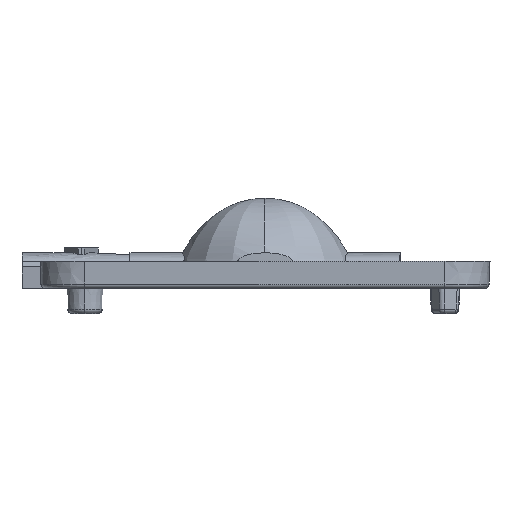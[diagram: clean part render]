
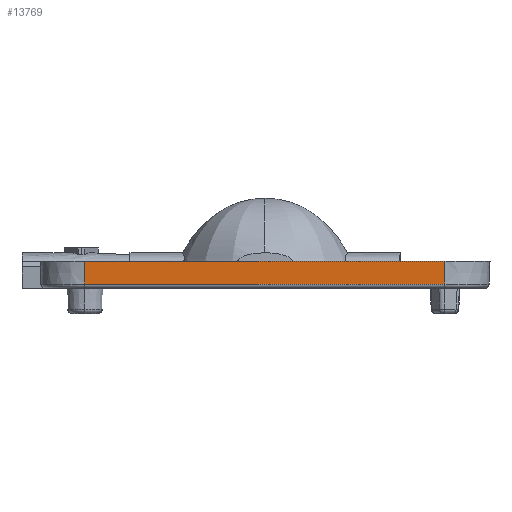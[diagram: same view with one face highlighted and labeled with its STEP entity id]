
A CAD part, left-side view. The second image highlights one B-rep face of the part: STEP entity #13769.
In plain terms, the highlighted planar face has unit normal (-0.999, 0, -0.035).
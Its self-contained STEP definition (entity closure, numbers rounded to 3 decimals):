
#362 = FACE_OUTER_BOUND ( 'NONE', #16098, .T. ) ;
#630 = VERTEX_POINT ( 'NONE', #16242 ) ;
#653 = CARTESIAN_POINT ( 'NONE',  ( -37.5, 10., 1.5 ) ) ;
#882 = EDGE_CURVE ( 'NONE', #9158, #16583, #1168, .T. ) ;
#1168 = LINE ( 'NONE', #7340, #12006 ) ;
#2029 = AXIS2_PLACEMENT_3D ( 'NONE', #6283, #5021, #14531 ) ;
#2630 = EDGE_CURVE ( 'NONE', #17050, #9158, #13229, .T. ) ;
#2830 = DIRECTION ( 'NONE',  ( -0.035, 0., 0.999 ) ) ;
#3200 = EDGE_CURVE ( 'NONE', #17050, #630, #14493, .T. ) ;
#5021 = DIRECTION ( 'NONE',  ( -0.999, 0., -0.035 ) ) ;
#5482 = CARTESIAN_POINT ( 'NONE',  ( -37.456, 10., 0.241 ) ) ;
#5783 = ORIENTED_EDGE ( 'NONE', *, *, #3200, .F. ) ;
#6283 = CARTESIAN_POINT ( 'NONE',  ( -37.5, 0., 1.5 ) ) ;
#6394 = CARTESIAN_POINT ( 'NONE',  ( -37.5, 0., 1.5 ) ) ;
#6585 = DIRECTION ( 'NONE',  ( 0.035, 0., -0.999 ) ) ;
#6849 = VECTOR ( 'NONE', #7761, 1000. ) ;
#7340 = CARTESIAN_POINT ( 'NONE',  ( -37.456, 0., 0.241 ) ) ;
#7461 = CARTESIAN_POINT ( 'NONE',  ( -37.5, -10., 1.5 ) ) ;
#7761 = DIRECTION ( 'NONE',  ( 0., -1., 0. ) ) ;
#8436 = CARTESIAN_POINT ( 'NONE',  ( -37.456, -10., 0.241 ) ) ;
#9158 = VERTEX_POINT ( 'NONE', #5482 ) ;
#9181 = ORIENTED_EDGE ( 'NONE', *, *, #2630, .T. ) ;
#10297 = LINE ( 'NONE', #7461, #17119 ) ;
#12006 = VECTOR ( 'NONE', #15464, 1000. ) ;
#12803 = ORIENTED_EDGE ( 'NONE', *, *, #882, .T. ) ;
#13149 = PLANE ( 'NONE',  #2029 ) ;
#13229 = LINE ( 'NONE', #14728, #13669 ) ;
#13669 = VECTOR ( 'NONE', #6585, 1000. ) ;
#13769 = ADVANCED_FACE ( 'NONE', ( #362 ), #13149, .T. ) ;
#14493 = LINE ( 'NONE', #6394, #6849 ) ;
#14531 = DIRECTION ( 'NONE',  ( -0.035, 0., 0.999 ) ) ;
#14728 = CARTESIAN_POINT ( 'NONE',  ( -37.5, 10., 1.5 ) ) ;
#14913 = ORIENTED_EDGE ( 'NONE', *, *, #16764, .T. ) ;
#15464 = DIRECTION ( 'NONE',  ( 0., -1., 0. ) ) ;
#16098 = EDGE_LOOP ( 'NONE', ( #9181, #12803, #14913, #5783 ) ) ;
#16242 = CARTESIAN_POINT ( 'NONE',  ( -37.5, -10., 1.5 ) ) ;
#16583 = VERTEX_POINT ( 'NONE', #8436 ) ;
#16764 = EDGE_CURVE ( 'NONE', #16583, #630, #10297, .T. ) ;
#17050 = VERTEX_POINT ( 'NONE', #653 ) ;
#17119 = VECTOR ( 'NONE', #2830, 1000. ) ;
